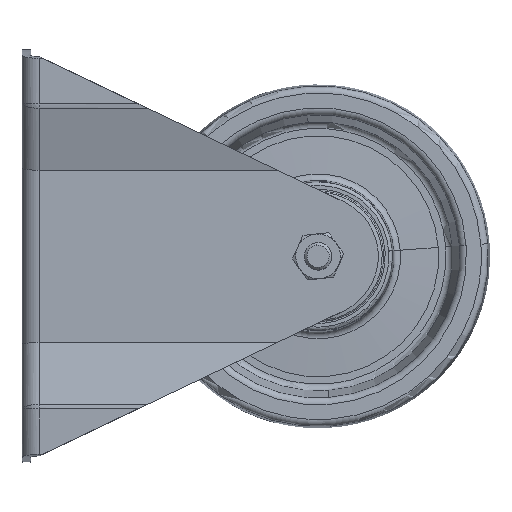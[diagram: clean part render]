
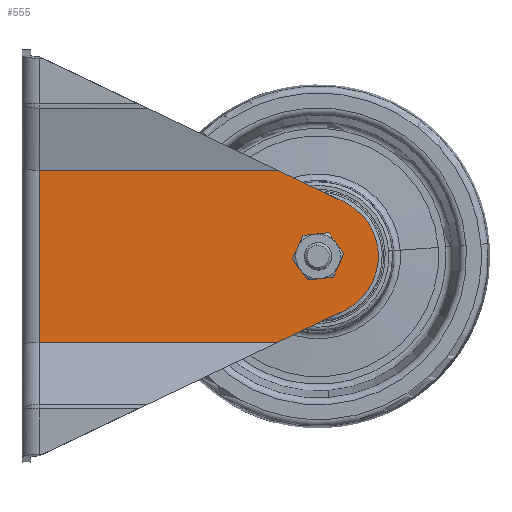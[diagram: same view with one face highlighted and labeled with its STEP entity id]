
A CAD part, left-side view. The second image highlights one B-rep face of the part: STEP entity #555.
In plain terms, the highlighted face is planar.
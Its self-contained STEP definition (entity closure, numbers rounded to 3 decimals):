
#555 = ADVANCED_FACE ( 'NONE', ( #36216, #25948 ), #10594, .T. ) ;
#980 = VECTOR ( 'NONE', #33698, 1000. ) ;
#2281 = DIRECTION ( 'NONE',  ( 0., -1., 0. ) ) ;
#3611 = VERTEX_POINT ( 'NONE', #34808 ) ;
#3677 = VERTEX_POINT ( 'NONE', #14805 ) ;
#4285 = CIRCLE ( 'NONE', #18350, 4.25 ) ;
#4573 = EDGE_CURVE ( 'NONE', #32822, #23921, #4285, .T. ) ;
#4905 = CIRCLE ( 'NONE', #13743, 17.5 ) ;
#5248 = AXIS2_PLACEMENT_3D ( 'NONE', #23123, #2281, #26616 ) ;
#7082 = CARTESIAN_POINT ( 'NONE',  ( 0., -21., 130. ) ) ;
#7322 = ORIENTED_EDGE ( 'NONE', *, *, #35945, .T. ) ;
#8482 = CARTESIAN_POINT ( 'NONE',  ( 25., -21., 5. ) ) ;
#10594 = PLANE ( 'NONE',  #42173 ) ;
#11293 = CARTESIAN_POINT ( 'NONE',  ( -1.289, -21., 129.386 ) ) ;
#11454 = VECTOR ( 'NONE', #37872, 1000. ) ;
#11516 = CARTESIAN_POINT ( 'NONE',  ( -25., -21., 74.217 ) ) ;
#11717 = LINE ( 'NONE', #32562, #37159 ) ;
#11734 = DIRECTION ( 'NONE',  ( 0., -1., 0. ) ) ;
#12393 = CARTESIAN_POINT ( 'NONE',  ( 0., -21., 90.25 ) ) ;
#12464 = LINE ( 'NONE', #8482, #30926 ) ;
#13587 = EDGE_CURVE ( 'NONE', #14494, #37744, #19494, .T. ) ;
#13743 = AXIS2_PLACEMENT_3D ( 'NONE', #32509, #11734, #35983 ) ;
#14117 = DIRECTION ( 'NONE',  ( 1., 0., 0. ) ) ;
#14130 = CARTESIAN_POINT ( 'NONE',  ( 0., -21., 86. ) ) ;
#14494 = VERTEX_POINT ( 'NONE', #11516 ) ;
#14537 = ORIENTED_EDGE ( 'NONE', *, *, #35461, .T. ) ;
#14805 = CARTESIAN_POINT ( 'NONE',  ( 25., -21., 74.217 ) ) ;
#16565 = EDGE_CURVE ( 'NONE', #3677, #37511, #42530, .T. ) ;
#17100 = CIRCLE ( 'NONE', #5248, 4.25 ) ;
#17294 = EDGE_CURVE ( 'NONE', #23921, #32822, #17100, .T. ) ;
#17322 = VERTEX_POINT ( 'NONE', #30229 ) ;
#17627 = DIRECTION ( 'NONE',  ( 1., 0., 0. ) ) ;
#18350 = AXIS2_PLACEMENT_3D ( 'NONE', #14130, #38290, #17627 ) ;
#19494 = LINE ( 'NONE', #23298, #980 ) ;
#20969 = EDGE_LOOP ( 'NONE', ( #32326, #27459 ) ) ;
#21633 = CARTESIAN_POINT ( 'NONE',  ( 0., -21., 81.75 ) ) ;
#23123 = CARTESIAN_POINT ( 'NONE',  ( 0., -21., 86. ) ) ;
#23298 = CARTESIAN_POINT ( 'NONE',  ( -25., -21., 130. ) ) ;
#23921 = VERTEX_POINT ( 'NONE', #12393 ) ;
#24428 = DIRECTION ( 'NONE',  ( 0., -1., 0. ) ) ;
#25948 = FACE_OUTER_BOUND ( 'NONE', #31364, .T. ) ;
#26544 = CARTESIAN_POINT ( 'NONE',  ( 15.798, -21., 93.528 ) ) ;
#26616 = DIRECTION ( 'NONE',  ( 1., 0., 0. ) ) ;
#27459 = ORIENTED_EDGE ( 'NONE', *, *, #4573, .F. ) ;
#27492 = CARTESIAN_POINT ( 'NONE',  ( 1.289, -21., 129.386 ) ) ;
#27523 = ORIENTED_EDGE ( 'NONE', *, *, #13587, .T. ) ;
#27638 = ORIENTED_EDGE ( 'NONE', *, *, #28873, .F. ) ;
#28873 = EDGE_CURVE ( 'NONE', #14494, #17322, #29900, .T. ) ;
#29534 = DIRECTION ( 'NONE',  ( 0., 0., -1. ) ) ;
#29900 = LINE ( 'NONE', #27492, #11454 ) ;
#30229 = CARTESIAN_POINT ( 'NONE',  ( -15.798, -21., 93.528 ) ) ;
#30926 = VECTOR ( 'NONE', #32729, 1000. ) ;
#31364 = EDGE_LOOP ( 'NONE', ( #33691, #14537, #27638, #27523, #7322, #32311 ) ) ;
#32311 = ORIENTED_EDGE ( 'NONE', *, *, #40832, .F. ) ;
#32326 = ORIENTED_EDGE ( 'NONE', *, *, #17294, .F. ) ;
#32397 = CARTESIAN_POINT ( 'NONE',  ( -25., -21., 5. ) ) ;
#32509 = CARTESIAN_POINT ( 'NONE',  ( 0., -21., 86. ) ) ;
#32562 = CARTESIAN_POINT ( 'NONE',  ( 25., -21., 130. ) ) ;
#32729 = DIRECTION ( 'NONE',  ( 1., 0., 0. ) ) ;
#32822 = VERTEX_POINT ( 'NONE', #21633 ) ;
#33691 = ORIENTED_EDGE ( 'NONE', *, *, #16565, .T. ) ;
#33698 = DIRECTION ( 'NONE',  ( 0., 0., -1. ) ) ;
#34512 = VECTOR ( 'NONE', #35525, 1000. ) ;
#34808 = CARTESIAN_POINT ( 'NONE',  ( 25., -21., 5. ) ) ;
#35461 = EDGE_CURVE ( 'NONE', #37511, #17322, #4905, .T. ) ;
#35525 = DIRECTION ( 'NONE',  ( -0.43, 0., 0.903 ) ) ;
#35945 = EDGE_CURVE ( 'NONE', #37744, #3611, #12464, .T. ) ;
#35983 = DIRECTION ( 'NONE',  ( 1., 0., 0. ) ) ;
#36216 = FACE_BOUND ( 'NONE', #20969, .T. ) ;
#37159 = VECTOR ( 'NONE', #29534, 1000. ) ;
#37511 = VERTEX_POINT ( 'NONE', #26544 ) ;
#37744 = VERTEX_POINT ( 'NONE', #32397 ) ;
#37872 = DIRECTION ( 'NONE',  ( 0.43, 0., 0.903 ) ) ;
#38290 = DIRECTION ( 'NONE',  ( 0., -1., 0. ) ) ;
#40832 = EDGE_CURVE ( 'NONE', #3677, #3611, #11717, .T. ) ;
#42173 = AXIS2_PLACEMENT_3D ( 'NONE', #7082, #24428, #14117 ) ;
#42530 = LINE ( 'NONE', #11293, #34512 ) ;
